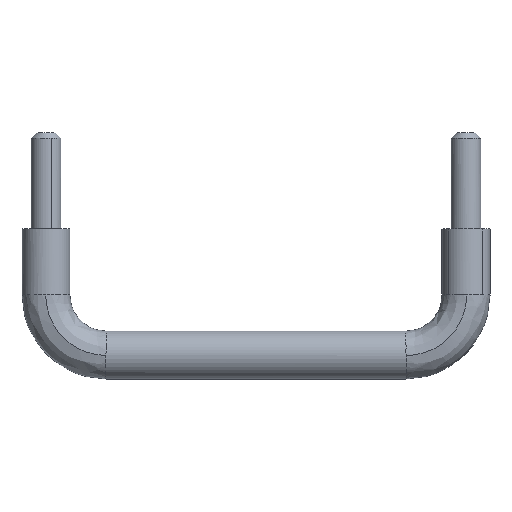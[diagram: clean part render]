
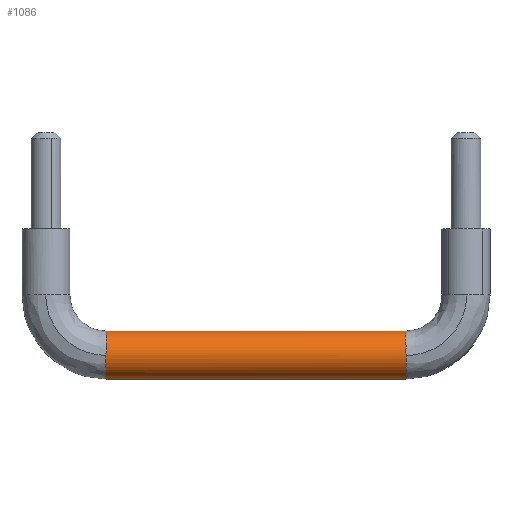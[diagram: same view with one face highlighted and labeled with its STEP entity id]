
A CAD part, top view. The second image highlights one B-rep face of the part: STEP entity #1086.
In plain terms, the highlighted free-form (B-spline) face has degree [2, 1] with [7, 2] control points.
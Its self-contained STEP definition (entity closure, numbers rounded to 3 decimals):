
#924=CARTESIAN_POINT('',(8.75,-18.085,-2.739));
#925=CARTESIAN_POINT('',(8.75,-15.498,0.013));
#926=CARTESIAN_POINT('',(8.75,-18.099,2.753));
#927=CARTESIAN_POINT('',(8.75,-20.852,5.655));
#928=CARTESIAN_POINT('',(8.75,-23.753,2.901));
#929=CARTESIAN_POINT('',(8.75,-26.655,0.148));
#930=CARTESIAN_POINT('',(8.75,-23.901,-2.753));
#931=CARTESIAN_POINT('',(61.281,-18.085,-2.739));
#932=CARTESIAN_POINT('',(61.281,-15.498,0.013));
#933=CARTESIAN_POINT('',(61.281,-18.099,2.753));
#934=CARTESIAN_POINT('',(61.281,-20.852,5.655));
#935=CARTESIAN_POINT('',(61.281,-23.753,2.901));
#936=CARTESIAN_POINT('',(61.281,-26.655,0.148));
#937=CARTESIAN_POINT('',(61.281,-23.901,-2.753));
#945=(BOUNDED_SURFACE()B_SPLINE_SURFACE(2,1,((#924,#931),(#925,#932),(#926,#933),(#927,#934),(#928,#935),(#929,#936),(#930,#937)),.UNSPECIFIED.,.F.,.F.,.U.)B_SPLINE_SURFACE_WITH_KNOTS((3,2,2,3),(2,2),(0.0,6.362,12.99,19.617),(0.0,52.531),.UNSPECIFIED.)GEOMETRIC_REPRESENTATION_ITEM()RATIONAL_B_SPLINE_SURFACE(((0.978,0.978),(0.719,0.719),(1.0,1.0),(0.707,0.707),(1.0,1.0),(0.707,0.707),(1.0,1.0)))REPRESENTATION_ITEM('')SURFACE());
#946=CARTESIAN_POINT('',(60.,-18.085,-2.739));
#947=VERTEX_POINT('',#946);
#948=CARTESIAN_POINT('',(60.0,-17.0,0.0));
#949=VERTEX_POINT('',#948);
#950=CARTESIAN_POINT('',(60.,-18.085,-2.739));
#951=CARTESIAN_POINT('',(60.,-17.,-1.585));
#952=CARTESIAN_POINT('',(60.0,-17.0,0.0));
#960=(BOUNDED_CURVE()B_SPLINE_CURVE(2,(#950,#951,#952),.UNSPECIFIED.,.F.,.U.)B_SPLINE_CURVE_WITH_KNOTS((3,3),(0.38,0.5),.UNSPECIFIED.)CURVE()GEOMETRIC_REPRESENTATION_ITEM()RATIONAL_B_SPLINE_CURVE((0.854,0.859,1.0))REPRESENTATION_ITEM(''));
#961=EDGE_CURVE('',#947,#949,#960,.T.);
#962=ORIENTED_EDGE('',*,*,#961,.F.);
#963=CARTESIAN_POINT('',(10.,-18.085,-2.739));
#964=VERTEX_POINT('',#963);
#965=CARTESIAN_POINT('',(10.,-18.085,-2.739));
#966=CARTESIAN_POINT('',(60.,-18.085,-2.739));
#967=QUASI_UNIFORM_CURVE('',1,(#965,#966),.UNSPECIFIED.,.F.,.U.);
#968=EDGE_CURVE('',#964,#947,#967,.T.);
#969=ORIENTED_EDGE('',*,*,#968,.F.);
#970=CARTESIAN_POINT('',(10.0,-17.0,0.0));
#971=VERTEX_POINT('',#970);
#972=CARTESIAN_POINT('',(10.,-18.085,-2.739));
#973=CARTESIAN_POINT('',(10.,-17.0,-1.585));
#974=CARTESIAN_POINT('',(10.0,-17.0,0.0));
#982=(BOUNDED_CURVE()B_SPLINE_CURVE(2,(#972,#973,#974),.UNSPECIFIED.,.F.,.U.)B_SPLINE_CURVE_WITH_KNOTS((3,3),(0.38,0.5),.UNSPECIFIED.)CURVE()GEOMETRIC_REPRESENTATION_ITEM()RATIONAL_B_SPLINE_CURVE((0.854,0.859,1.0))REPRESENTATION_ITEM(''));
#983=EDGE_CURVE('',#964,#971,#982,.T.);
#984=ORIENTED_EDGE('',*,*,#983,.T.);
#985=CARTESIAN_POINT('',(10.,-21.05,4.));
#986=VERTEX_POINT('',#985);
#987=CARTESIAN_POINT('',(10.0,-17.0,0.0));
#988=CARTESIAN_POINT('',(10.,-17.,4.));
#989=CARTESIAN_POINT('',(10.0,-21.0,4.0));
#990=CARTESIAN_POINT('',(10.0,-21.025,4.));
#991=CARTESIAN_POINT('',(10.,-21.05,4.));
#999=(BOUNDED_CURVE()B_SPLINE_CURVE(2,(#987,#988,#989,#990,#991),.UNSPECIFIED.,.F.,.U.)B_SPLINE_CURVE_WITH_KNOTS((3,2,3),(0.5,0.75,0.752),.UNSPECIFIED.)CURVE()GEOMETRIC_REPRESENTATION_ITEM()RATIONAL_B_SPLINE_CURVE((1.0,0.707,1.0,0.997,0.995))REPRESENTATION_ITEM(''));
#1000=EDGE_CURVE('',#971,#986,#999,.T.);
#1001=ORIENTED_EDGE('',*,*,#1000,.T.);
#1002=CARTESIAN_POINT('',(10.0,-25.0,0.0));
#1003=VERTEX_POINT('',#1002);
#1004=CARTESIAN_POINT('',(10.,-21.05,4.));
#1005=CARTESIAN_POINT('',(10.,-25.,3.95));
#1006=CARTESIAN_POINT('',(10.0,-25.0,0.0));
#1014=(BOUNDED_CURVE()B_SPLINE_CURVE(2,(#1004,#1005,#1006),.UNSPECIFIED.,.F.,.U.)B_SPLINE_CURVE_WITH_KNOTS((3,3),(0.752,1.0),.UNSPECIFIED.)CURVE()GEOMETRIC_REPRESENTATION_ITEM()RATIONAL_B_SPLINE_CURVE((0.995,0.71,1.0))REPRESENTATION_ITEM(''));
#1015=EDGE_CURVE('',#986,#1003,#1014,.T.);
#1016=ORIENTED_EDGE('',*,*,#1015,.T.);
#1017=CARTESIAN_POINT('',(10.,-23.901,-2.753));
#1018=VERTEX_POINT('',#1017);
#1019=CARTESIAN_POINT('',(10.0,-25.0,0.0));
#1020=CARTESIAN_POINT('',(10.,-25.0,-1.596));
#1021=CARTESIAN_POINT('',(10.,-23.901,-2.753));
#1029=(BOUNDED_CURVE()B_SPLINE_CURVE(2,(#1019,#1020,#1021),.UNSPECIFIED.,.F.,.U.)B_SPLINE_CURVE_WITH_KNOTS((3,3),(0.0,0.121),.UNSPECIFIED.)CURVE()GEOMETRIC_REPRESENTATION_ITEM()RATIONAL_B_SPLINE_CURVE((1.0,0.858,0.854))REPRESENTATION_ITEM(''));
#1030=EDGE_CURVE('',#1003,#1018,#1029,.T.);
#1031=ORIENTED_EDGE('',*,*,#1030,.T.);
#1032=CARTESIAN_POINT('',(60.,-23.901,-2.753));
#1033=VERTEX_POINT('',#1032);
#1034=CARTESIAN_POINT('',(10.,-23.901,-2.753));
#1035=CARTESIAN_POINT('',(60.,-23.901,-2.753));
#1036=QUASI_UNIFORM_CURVE('',1,(#1034,#1035),.UNSPECIFIED.,.F.,.U.);
#1037=EDGE_CURVE('',#1018,#1033,#1036,.T.);
#1038=ORIENTED_EDGE('',*,*,#1037,.T.);
#1039=CARTESIAN_POINT('',(60.0,-25.0,0.0));
#1040=VERTEX_POINT('',#1039);
#1041=CARTESIAN_POINT('',(60.0,-25.0,0.0));
#1042=CARTESIAN_POINT('',(60.,-25.,-1.596));
#1043=CARTESIAN_POINT('',(60.,-23.901,-2.753));
#1051=(BOUNDED_CURVE()B_SPLINE_CURVE(2,(#1041,#1042,#1043),.UNSPECIFIED.,.F.,.U.)B_SPLINE_CURVE_WITH_KNOTS((3,3),(0.0,0.121),.UNSPECIFIED.)CURVE()GEOMETRIC_REPRESENTATION_ITEM()RATIONAL_B_SPLINE_CURVE((1.0,0.858,0.854))REPRESENTATION_ITEM(''));
#1052=EDGE_CURVE('',#1040,#1033,#1051,.T.);
#1053=ORIENTED_EDGE('',*,*,#1052,.F.);
#1054=CARTESIAN_POINT('',(60.,-21.101,3.999));
#1055=VERTEX_POINT('',#1054);
#1056=CARTESIAN_POINT('',(60.,-21.101,3.999));
#1057=CARTESIAN_POINT('',(60.,-25.,3.901));
#1058=CARTESIAN_POINT('',(60.0,-25.0,0.0));
#1066=(BOUNDED_CURVE()B_SPLINE_CURVE(2,(#1056,#1057,#1058),.UNSPECIFIED.,.F.,.U.)B_SPLINE_CURVE_WITH_KNOTS((3,3),(0.754,1.0),.UNSPECIFIED.)CURVE()GEOMETRIC_REPRESENTATION_ITEM()RATIONAL_B_SPLINE_CURVE((0.99,0.712,1.0))REPRESENTATION_ITEM(''));
#1067=EDGE_CURVE('',#1055,#1040,#1066,.T.);
#1068=ORIENTED_EDGE('',*,*,#1067,.F.);
#1069=CARTESIAN_POINT('',(60.0,-17.0,0.0));
#1070=CARTESIAN_POINT('',(60.0,-17.,4.));
#1071=CARTESIAN_POINT('',(60.0,-21.0,4.0));
#1072=CARTESIAN_POINT('',(60.,-21.05,4.0));
#1073=CARTESIAN_POINT('',(60.,-21.101,3.999));
#1081=(BOUNDED_CURVE()B_SPLINE_CURVE(2,(#1069,#1070,#1071,#1072,#1073),.UNSPECIFIED.,.F.,.U.)B_SPLINE_CURVE_WITH_KNOTS((3,2,3),(0.5,0.75,0.754),.UNSPECIFIED.)CURVE()GEOMETRIC_REPRESENTATION_ITEM()RATIONAL_B_SPLINE_CURVE((1.0,0.707,1.0,0.995,0.99))REPRESENTATION_ITEM(''));
#1082=EDGE_CURVE('',#949,#1055,#1081,.T.);
#1083=ORIENTED_EDGE('',*,*,#1082,.F.);
#1084=EDGE_LOOP('',(#962,#969,#984,#1001,#1016,#1031,#1038,#1053,#1068,#1083));
#1085=FACE_OUTER_BOUND('',#1084,.T.);
#1086=ADVANCED_FACE('',(#1085),#945,.T.);
